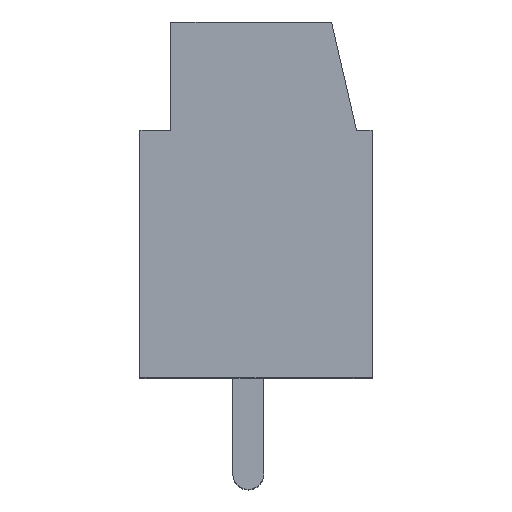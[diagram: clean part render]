
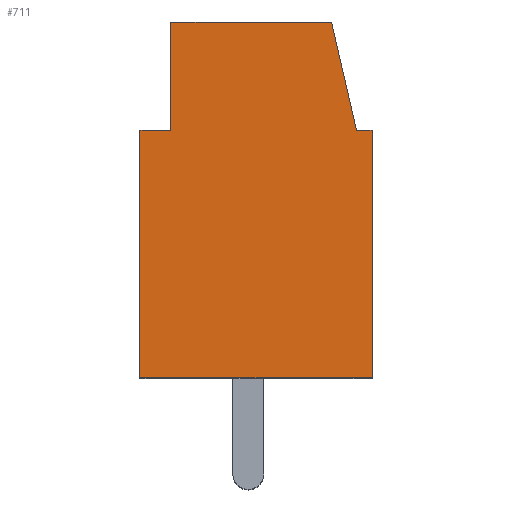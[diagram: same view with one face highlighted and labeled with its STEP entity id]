
A CAD part, top view. The second image highlights one B-rep face of the part: STEP entity #711.
In plain terms, the highlighted planar face has unit normal (0, 0, 1).
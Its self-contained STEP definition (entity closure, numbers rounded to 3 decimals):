
#711=ADVANCED_FACE('',(#1472),#1473,.T.);
#1472=FACE_OUTER_BOUND('',#2286,.T.);
#1473=PLANE('',#2287);
#2286=EDGE_LOOP('',(#4507,#4508,#4509,#4510,#4511,#4512,#4513,#4514));
#2287=AXIS2_PLACEMENT_3D('',#4515,#4516,#4517);
#4507=ORIENTED_EDGE('',*,*,#5936,.T.);
#4508=ORIENTED_EDGE('',*,*,#5937,.T.);
#4509=ORIENTED_EDGE('',*,*,#5938,.T.);
#4510=ORIENTED_EDGE('',*,*,#5939,.F.);
#4511=ORIENTED_EDGE('',*,*,#5940,.F.);
#4512=ORIENTED_EDGE('',*,*,#5941,.T.);
#4513=ORIENTED_EDGE('',*,*,#5942,.T.);
#4514=ORIENTED_EDGE('',*,*,#5943,.T.);
#4515=CARTESIAN_POINT('',(-8.433,0.923,12.5));
#4516=DIRECTION('',(0.0,0.0,1.0));
#4517=DIRECTION('',(1.0,0.0,0.0));
#5936=EDGE_CURVE('',#7424,#7425,#7426,.T.);
#5937=EDGE_CURVE('',#7425,#7427,#7428,.T.);
#5938=EDGE_CURVE('',#7427,#7429,#7430,.T.);
#5939=EDGE_CURVE('',#7431,#7429,#7432,.T.);
#5940=EDGE_CURVE('',#7433,#7431,#7434,.T.);
#5941=EDGE_CURVE('',#7433,#7435,#7436,.T.);
#5942=EDGE_CURVE('',#7435,#7437,#7438,.T.);
#5943=EDGE_CURVE('',#7437,#7424,#7439,.T.);
#7424=VERTEX_POINT('',#9719);
#7425=VERTEX_POINT('',#9720);
#7426=LINE('',#9721,#9722);
#7427=VERTEX_POINT('',#9723);
#7428=LINE('',#9724,#9725);
#7429=VERTEX_POINT('',#9726);
#7430=LINE('',#9727,#9728);
#7431=VERTEX_POINT('',#9729);
#7432=LINE('',#9730,#9731);
#7433=VERTEX_POINT('',#9732);
#7434=LINE('',#9733,#9734);
#7435=VERTEX_POINT('',#9735);
#7436=LINE('',#9736,#9737);
#7437=VERTEX_POINT('',#9738);
#7438=LINE('',#9739,#9740);
#7439=LINE('',#9741,#9742);
#9719=CARTESIAN_POINT('',(0.,0.,12.5));
#9720=CARTESIAN_POINT('',(0.,8.0,12.5));
#9721=CARTESIAN_POINT('',(0.,0.,12.5));
#9722=VECTOR('',#11056,1000.0);
#9723=CARTESIAN_POINT('',(-0.5,8.0,12.5));
#9724=CARTESIAN_POINT('',(-4.,8.0,12.5));
#9725=VECTOR('',#11057,1000.0);
#9726=CARTESIAN_POINT('',(-1.308,11.5,12.5));
#9727=CARTESIAN_POINT('',(-0.5,8.0,12.5));
#9728=VECTOR('',#11058,1000.0);
#9729=CARTESIAN_POINT('',(-6.5,11.5,12.5));
#9730=CARTESIAN_POINT('',(-4.,11.5,12.5));
#9731=VECTOR('',#11059,1000.0);
#9732=CARTESIAN_POINT('',(-6.5,8.0,12.5));
#9733=CARTESIAN_POINT('',(-6.5,0.,12.5));
#9734=VECTOR('',#11060,1000.0);
#9735=CARTESIAN_POINT('',(-7.5,8.0,12.5));
#9736=CARTESIAN_POINT('',(-4.,8.0,12.5));
#9737=VECTOR('',#11061,1000.0);
#9738=CARTESIAN_POINT('',(-7.5,0.,12.5));
#9739=CARTESIAN_POINT('',(-7.5,0.,12.5));
#9740=VECTOR('',#11062,1000.0);
#9741=CARTESIAN_POINT('',(-4.,0.,12.5));
#9742=VECTOR('',#11063,1000.0);
#11056=DIRECTION('',(0.0,1.0,0.0));
#11057=DIRECTION('',(-1.0,0.0,0.0));
#11058=DIRECTION('',(-0.225,0.974,0.0));
#11059=DIRECTION('',(1.0,0.0,0.0));
#11060=DIRECTION('',(0.0,1.0,0.0));
#11061=DIRECTION('',(-1.0,0.0,0.0));
#11062=DIRECTION('',(0.0,-1.0,0.0));
#11063=DIRECTION('',(1.0,0.0,0.0));
